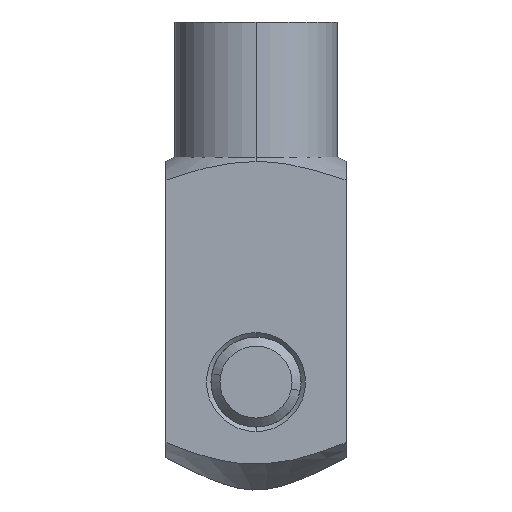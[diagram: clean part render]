
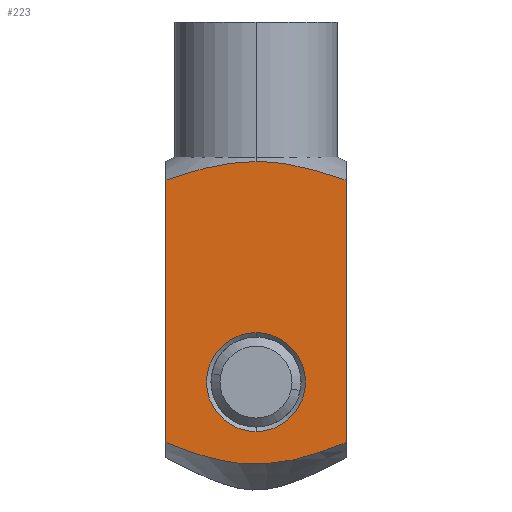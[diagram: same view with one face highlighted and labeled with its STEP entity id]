
A CAD part, left-side view. The second image highlights one B-rep face of the part: STEP entity #223.
In plain terms, the highlighted planar face has unit normal (-1, 0, 0).
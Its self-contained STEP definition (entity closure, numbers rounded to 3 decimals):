
#11 = ORIENTED_EDGE ( 'NONE', *, *, #984, .F. ) ;
#28 = CARTESIAN_POINT ( 'NONE',  ( -10., -10., 34.429 ) ) ;
#43 = CARTESIAN_POINT ( 'NONE',  ( -10., 6.748, 35.514 ) ) ;
#88 = EDGE_CURVE ( 'NONE', #1731, #169, #1750, .T. ) ;
#95 = CARTESIAN_POINT ( 'NONE',  ( -10., 10., -15. ) ) ;
#96 = ORIENTED_EDGE ( 'NONE', *, *, #616, .F. ) ;
#109 = AXIS2_PLACEMENT_3D ( 'NONE', #194, #1881, #1747 ) ;
#111 = LINE ( 'NONE', #95, #355 ) ;
#118 = CARTESIAN_POINT ( 'NONE',  ( -10., -10., 5.278 ) ) ;
#123 = CARTESIAN_POINT ( 'NONE',  ( -10., 0., 6.5 ) ) ;
#169 = VERTEX_POINT ( 'NONE', #123 ) ;
#194 = CARTESIAN_POINT ( 'NONE',  ( -10., 0., 12. ) ) ;
#223 = ADVANCED_FACE ( 'NONE', ( #1852, #625 ), #1064, .T. ) ;
#237 = CIRCLE ( 'NONE', #109, 5.5 ) ;
#278 = CARTESIAN_POINT ( 'NONE',  ( -10., 4.25, 3.372 ) ) ;
#283 = CARTESIAN_POINT ( 'NONE',  ( -10., 1.714, 2.952 ) ) ;
#288 = ORIENTED_EDGE ( 'NONE', *, *, #745, .F. ) ;
#291 = VERTEX_POINT ( 'NONE', #1016 ) ;
#296 = CARTESIAN_POINT ( 'NONE',  ( -10., -5.95, 3.818 ) ) ;
#305 = AXIS2_PLACEMENT_3D ( 'NONE', #1220, #1844, #753 ) ;
#335 = CARTESIAN_POINT ( 'NONE',  ( -10., 1.738, 36.5 ) ) ;
#355 = VECTOR ( 'NONE', #1168, 1000. ) ;
#401 = DIRECTION ( 'NONE',  ( 1., 0., 0. ) ) ;
#409 = ORIENTED_EDGE ( 'NONE', *, *, #1069, .F. ) ;
#421 = EDGE_CURVE ( 'NONE', #291, #798, #1903, .T. ) ;
#451 = CARTESIAN_POINT ( 'NONE',  ( -10., -1.717, 36.443 ) ) ;
#456 = CARTESIAN_POINT ( 'NONE',  ( -10., -8.394, 4.642 ) ) ;
#496 = B_SPLINE_CURVE_WITH_KNOTS ( 'NONE', 3,
 ( #907, #1992, #451, #888, #1532, #610, #765, #28 ),
 .UNSPECIFIED., .F., .F.,
 ( 4, 2, 2, 4 ),
 ( 0., 0.003, 0.005, 0.01 ),
 .UNSPECIFIED. ) ;
#572 = CARTESIAN_POINT ( 'NONE',  ( -10., 3.409, 3.194 ) ) ;
#591 = CARTESIAN_POINT ( 'NONE',  ( -10., 0.86, 2.887 ) ) ;
#597 = CARTESIAN_POINT ( 'NONE',  ( -10., -0.431, 2.887 ) ) ;
#610 = CARTESIAN_POINT ( 'NONE',  ( -10., -6.74, 35.516 ) ) ;
#616 = EDGE_CURVE ( 'NONE', #798, #666, #111, .T. ) ;
#625 = FACE_OUTER_BOUND ( 'NONE', #1816, .T. ) ;
#635 = EDGE_LOOP ( 'NONE', ( #1003, #1621 ) ) ;
#662 = VECTOR ( 'NONE', #1934, 1000. ) ;
#666 = VERTEX_POINT ( 'NONE', #1263 ) ;
#735 = CARTESIAN_POINT ( 'NONE',  ( -10., 9.197, 4.95 ) ) ;
#745 = EDGE_CURVE ( 'NONE', #1615, #1673, #496, .T. ) ;
#753 = DIRECTION ( 'NONE',  ( 0., -1., 0. ) ) ;
#765 = CARTESIAN_POINT ( 'NONE',  ( -10., -8.382, 35.001 ) ) ;
#787 = CARTESIAN_POINT ( 'NONE',  ( -10., -10., 34.429 ) ) ;
#798 = VERTEX_POINT ( 'NONE', #1395 ) ;
#803 = CARTESIAN_POINT ( 'NONE',  ( -10., 8.38, 35.002 ) ) ;
#888 = CARTESIAN_POINT ( 'NONE',  ( -10., -3.408, 36.233 ) ) ;
#907 = CARTESIAN_POINT ( 'NONE',  ( -10., 0., 36.5 ) ) ;
#971 = CARTESIAN_POINT ( 'NONE',  ( -10., 0., 36.5 ) ) ;
#984 = EDGE_CURVE ( 'NONE', #666, #1615, #1547, .T. ) ;
#1003 = ORIENTED_EDGE ( 'NONE', *, *, #88, .T. ) ;
#1007 = ORIENTED_EDGE ( 'NONE', *, *, #421, .F. ) ;
#1016 = CARTESIAN_POINT ( 'NONE',  ( -10., -10., 5.278 ) ) ;
#1034 = CARTESIAN_POINT ( 'NONE',  ( -10., -1.73, 2.967 ) ) ;
#1041 = CARTESIAN_POINT ( 'NONE',  ( -10., 10., 5.278 ) ) ;
#1060 = CARTESIAN_POINT ( 'NONE',  ( -10., 0., 36.5 ) ) ;
#1064 = PLANE ( 'NONE',  #305 ) ;
#1069 = EDGE_CURVE ( 'NONE', #1673, #291, #1371, .T. ) ;
#1073 = CARTESIAN_POINT ( 'NONE',  ( -10., 0., 17.5 ) ) ;
#1132 = CARTESIAN_POINT ( 'NONE',  ( -10., -10., -15. ) ) ;
#1168 = DIRECTION ( 'NONE',  ( 0., 0., 1. ) ) ;
#1212 = CARTESIAN_POINT ( 'NONE',  ( -10., -9.2, 4.951 ) ) ;
#1220 = CARTESIAN_POINT ( 'NONE',  ( -10., 10., -15. ) ) ;
#1248 = EDGE_CURVE ( 'NONE', #169, #1731, #237, .T. ) ;
#1263 = CARTESIAN_POINT ( 'NONE',  ( -10., 10., 34.429 ) ) ;
#1345 = CARTESIAN_POINT ( 'NONE',  ( -10., 0., 12. ) ) ;
#1371 = LINE ( 'NONE', #1132, #662 ) ;
#1395 = CARTESIAN_POINT ( 'NONE',  ( -10., 10., 5.278 ) ) ;
#1506 = DIRECTION ( 'NONE',  ( 0., -1., 0. ) ) ;
#1526 = CARTESIAN_POINT ( 'NONE',  ( -10., -6.769, 4.075 ) ) ;
#1532 = CARTESIAN_POINT ( 'NONE',  ( -10., -4.246, 36.081 ) ) ;
#1547 = B_SPLINE_CURVE_WITH_KNOTS ( 'NONE', 3,
 ( #1758, #803, #43, #1601, #335, #971 ),
 .UNSPECIFIED., .F., .F.,
 ( 4, 2, 4 ),
 ( -0.01, -0.005, 0. ),
 .UNSPECIFIED. ) ;
#1601 = CARTESIAN_POINT ( 'NONE',  ( -10., 3.428, 36.266 ) ) ;
#1615 = VERTEX_POINT ( 'NONE', #1060 ) ;
#1621 = ORIENTED_EDGE ( 'NONE', *, *, #1248, .T. ) ;
#1672 = CARTESIAN_POINT ( 'NONE',  ( -10., -4.289, 3.381 ) ) ;
#1673 = VERTEX_POINT ( 'NONE', #787 ) ;
#1685 = CARTESIAN_POINT ( 'NONE',  ( -10., 5.923, 3.81 ) ) ;
#1694 = CARTESIAN_POINT ( 'NONE',  ( -10., -0.863, 2.903 ) ) ;
#1731 = VERTEX_POINT ( 'NONE', #1073 ) ;
#1747 = DIRECTION ( 'NONE',  ( 0., -1., 0. ) ) ;
#1750 = CIRCLE ( 'NONE', #1762, 5.5 ) ;
#1758 = CARTESIAN_POINT ( 'NONE',  ( -10., 10., 34.429 ) ) ;
#1762 = AXIS2_PLACEMENT_3D ( 'NONE', #1345, #401, #1506 ) ;
#1816 = EDGE_LOOP ( 'NONE', ( #11, #96, #1007, #409, #288 ) ) ;
#1823 = CARTESIAN_POINT ( 'NONE',  ( -10., -2.164, 3.016 ) ) ;
#1844 = DIRECTION ( 'NONE',  ( -1., 0., 0. ) ) ;
#1852 = FACE_BOUND ( 'NONE', #635, .T. ) ;
#1881 = DIRECTION ( 'NONE',  ( 1., 0., 0. ) ) ;
#1903 = B_SPLINE_CURVE_WITH_KNOTS ( 'NONE', 3,
 ( #118, #1212, #456, #1526, #296, #1672, #1995, #1823, #1034, #1694, #597, #591, #283, #572, #278, #1685, #1990, #1974, #735, #1041 ),
 .UNSPECIFIED., .F., .F.,
 ( 4, 2, 2, 2, 2, 2, 2, 2, 2, 4 ),
 ( 0., 0.003, 0.005, 0.008, 0.009, 0.01, 0.013, 0.015, 0.018, 0.021 ),
 .UNSPECIFIED. ) ;
#1934 = DIRECTION ( 'NONE',  ( 0., 0., -1. ) ) ;
#1974 = CARTESIAN_POINT ( 'NONE',  ( -10., 8.389, 4.64 ) ) ;
#1990 = CARTESIAN_POINT ( 'NONE',  ( -10., 6.753, 4.07 ) ) ;
#1992 = CARTESIAN_POINT ( 'NONE',  ( -10., -0.863, 36.5 ) ) ;
#1995 = CARTESIAN_POINT ( 'NONE',  ( -10., -3.448, 3.202 ) ) ;
